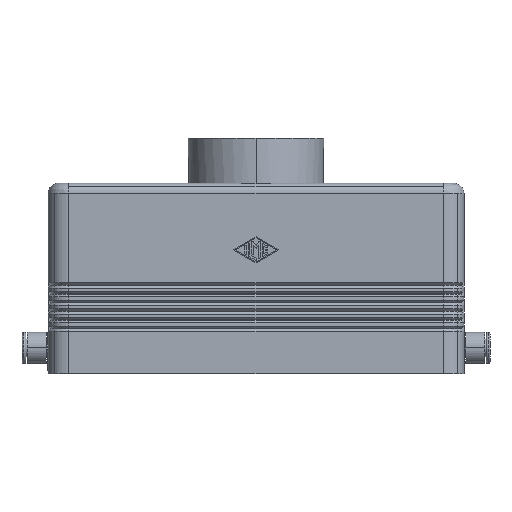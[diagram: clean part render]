
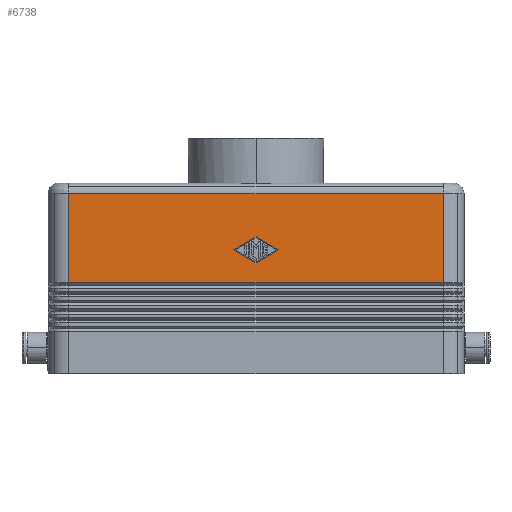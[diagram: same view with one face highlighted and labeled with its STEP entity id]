
A CAD part, front view. The second image highlights one B-rep face of the part: STEP entity #6738.
In plain terms, the highlighted planar face has unit normal (0, -1, 0).
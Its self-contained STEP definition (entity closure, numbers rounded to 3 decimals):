
#1616=CARTESIAN_POINT('',(-54.,-21.5,26.25));
#1617=VERTEX_POINT('',#1616);
#1625=CARTESIAN_POINT('',(-54.,-21.5,52.));
#1626=VERTEX_POINT('',#1625);
#1627=CARTESIAN_POINT('',(-54.,-21.5,26.25));
#1628=DIRECTION('',(0.0,0.0,1.0));
#1629=VECTOR('',#1628,25.75);
#1630=LINE('',#1627,#1629);
#1631=EDGE_CURVE('',#1617,#1626,#1630,.T.);
#4615=CARTESIAN_POINT('',(54.,-21.5,52.));
#4616=VERTEX_POINT('',#4615);
#4624=CARTESIAN_POINT('',(54.0,-21.5,26.25));
#4625=VERTEX_POINT('',#4624);
#4626=CARTESIAN_POINT('',(54.,-21.5,52.));
#4627=DIRECTION('',(0.0,0.0,-1.0));
#4628=VECTOR('',#4627,25.75);
#4629=LINE('',#4626,#4628);
#4630=EDGE_CURVE('',#4616,#4625,#4629,.T.);
#4860=CARTESIAN_POINT('',(-54.,-21.5,52.));
#4861=DIRECTION('',(1.0,0.0,0.0));
#4862=VECTOR('',#4861,108.);
#4863=LINE('',#4860,#4862);
#4864=EDGE_CURVE('',#1626,#4616,#4863,.T.);
#6688=CARTESIAN_POINT('',(0.,-21.5,27.5));
#6689=DIRECTION('',(0.0,1.0,0.0));
#6690=DIRECTION('',(0.0,0.0,1.0));
#6691=AXIS2_PLACEMENT_3D('',#6688,#6689,#6690);
#6692=PLANE('',#6691);
#6693=ORIENTED_EDGE('',*,*,#4864,.F.);
#6694=ORIENTED_EDGE('',*,*,#1631,.F.);
#6695=CARTESIAN_POINT('',(54.0,-21.5,26.25));
#6696=DIRECTION('',(-1.0,0.0,0.0));
#6697=VECTOR('',#6696,108.);
#6698=LINE('',#6695,#6697);
#6699=EDGE_CURVE('',#4625,#1617,#6698,.T.);
#6700=ORIENTED_EDGE('',*,*,#6699,.F.);
#6701=ORIENTED_EDGE('',*,*,#4630,.F.);
#6702=EDGE_LOOP('',(#6693,#6694,#6700,#6701));
#6703=FACE_OUTER_BOUND('',#6702,.T.);
#6704=CARTESIAN_POINT('',(0.,-21.5,32.001));
#6705=VERTEX_POINT('',#6704);
#6706=CARTESIAN_POINT('',(-6.5,-21.5,35.75));
#6707=VERTEX_POINT('',#6706);
#6708=CARTESIAN_POINT('',(0.,-21.5,32.001));
#6709=DIRECTION('',(-0.866,0.0,0.5));
#6710=VECTOR('',#6709,7.504);
#6711=LINE('',#6708,#6710);
#6712=EDGE_CURVE('',#6705,#6707,#6711,.T.);
#6713=ORIENTED_EDGE('',*,*,#6712,.T.);
#6714=CARTESIAN_POINT('',(0.,-21.5,39.499));
#6715=VERTEX_POINT('',#6714);
#6716=CARTESIAN_POINT('',(-6.5,-21.5,35.75));
#6717=DIRECTION('',(0.866,0.0,0.5));
#6718=VECTOR('',#6717,7.504);
#6719=LINE('',#6716,#6718);
#6720=EDGE_CURVE('',#6707,#6715,#6719,.T.);
#6721=ORIENTED_EDGE('',*,*,#6720,.T.);
#6722=CARTESIAN_POINT('',(6.5,-21.5,35.75));
#6723=VERTEX_POINT('',#6722);
#6724=CARTESIAN_POINT('',(0.,-21.5,39.499));
#6725=DIRECTION('',(0.866,0.0,-0.5));
#6726=VECTOR('',#6725,7.504);
#6727=LINE('',#6724,#6726);
#6728=EDGE_CURVE('',#6715,#6723,#6727,.T.);
#6729=ORIENTED_EDGE('',*,*,#6728,.T.);
#6730=CARTESIAN_POINT('',(6.5,-21.5,35.75));
#6731=DIRECTION('',(-0.866,0.0,-0.5));
#6732=VECTOR('',#6731,7.504);
#6733=LINE('',#6730,#6732);
#6734=EDGE_CURVE('',#6723,#6705,#6733,.T.);
#6735=ORIENTED_EDGE('',*,*,#6734,.T.);
#6736=EDGE_LOOP('',(#6713,#6721,#6729,#6735));
#6737=FACE_BOUND('',#6736,.T.);
#6738=ADVANCED_FACE('',(#6703,#6737),#6692,.F.);
